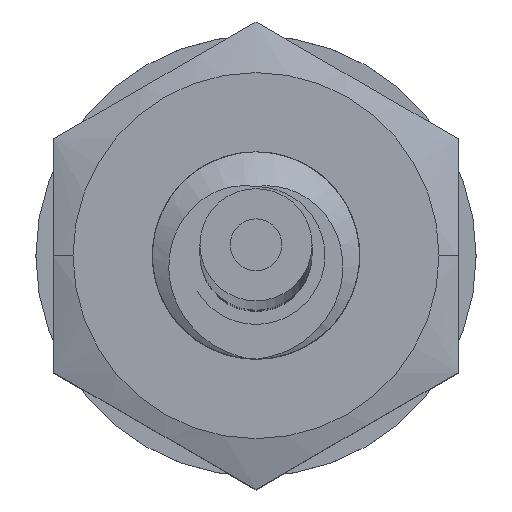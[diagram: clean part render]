
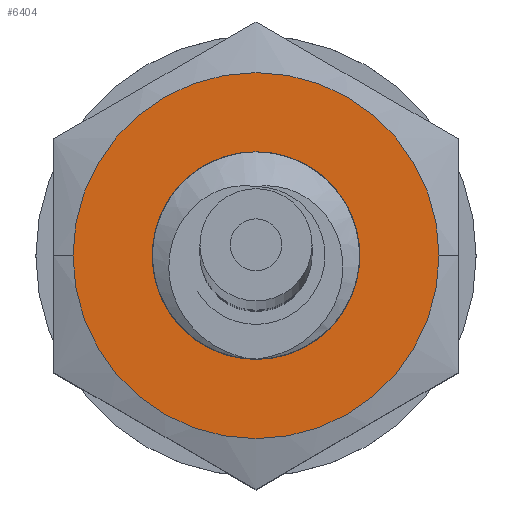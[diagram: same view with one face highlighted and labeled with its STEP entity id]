
A CAD part, top view. The second image highlights one B-rep face of the part: STEP entity #6404.
In plain terms, the highlighted planar face has unit normal (0, 0, 1).
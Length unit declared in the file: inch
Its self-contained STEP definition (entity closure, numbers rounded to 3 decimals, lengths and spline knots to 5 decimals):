
#6075=CARTESIAN_POINT('',(0.,0.,0.0625));
#6076=DIRECTION('',(0.,0.,-1.));
#6077=DIRECTION('',(1.,0.,0.));
#6078=AXIS2_PLACEMENT_3D('',#6075,#6076,#6077);
#6080=CARTESIAN_POINT('',(0.,0.,0.0625));
#6081=DIRECTION('',(0.,0.,-1.));
#6082=DIRECTION('',(-1.,0.,0.));
#6083=AXIS2_PLACEMENT_3D('',#6080,#6081,#6082);
#6085=CARTESIAN_POINT('',(0.,0.,0.0625));
#6086=DIRECTION('',(0.,0.,-1.));
#6087=DIRECTION('',(1.,0.,0.));
#6088=AXIS2_PLACEMENT_3D('',#6085,#6086,#6087);
#6090=CARTESIAN_POINT('',(0.,0.,0.0625));
#6091=DIRECTION('',(0.,0.,-1.));
#6092=DIRECTION('',(-1.,0.,0.));
#6093=AXIS2_PLACEMENT_3D('',#6090,#6091,#6092);
#6315=CARTESIAN_POINT('',(0.075,0.,0.0625));
#6316=CARTESIAN_POINT('',(-0.075,0.,0.0625));
#6317=VERTEX_POINT('',#6315);
#6318=VERTEX_POINT('',#6316);
#6323=CARTESIAN_POINT('',(0.14131,0.,0.0625));
#6324=CARTESIAN_POINT('',(-0.14131,0.,0.0625));
#6325=VERTEX_POINT('',#6323);
#6326=VERTEX_POINT('',#6324);
#6389=CARTESIAN_POINT('',(0.,0.,0.0625));
#6390=DIRECTION('',(0.,0.,1.));
#6391=DIRECTION('',(1.,0.,0.));
#6392=AXIS2_PLACEMENT_3D('',#6389,#6390,#6391);
#6393=PLANE('',#6392);
#6395=ORIENTED_EDGE('',*,*,#6394,.T.);
#6397=ORIENTED_EDGE('',*,*,#6396,.T.);
#6398=EDGE_LOOP('',(#6395,#6397));
#6399=FACE_OUTER_BOUND('',#6398,.F.);
#6400=ORIENTED_EDGE('',*,*,#6369,.F.);
#6401=ORIENTED_EDGE('',*,*,#6383,.F.);
#6402=EDGE_LOOP('',(#6400,#6401));
#6403=FACE_BOUND('',#6402,.F.);
#6404=ADVANCED_FACE('',(#6399,#6403),#6393,.T.);
#6079=CIRCLE('',#6078,0.075);
#6084=CIRCLE('',#6083,0.075);
#6089=CIRCLE('',#6088,0.14131);
#6094=CIRCLE('',#6093,0.14131);
#6369=EDGE_CURVE('',#6317,#6318,#6079,.T.);
#6383=EDGE_CURVE('',#6318,#6317,#6084,.T.);
#6394=EDGE_CURVE('',#6325,#6326,#6089,.T.);
#6396=EDGE_CURVE('',#6326,#6325,#6094,.T.);
